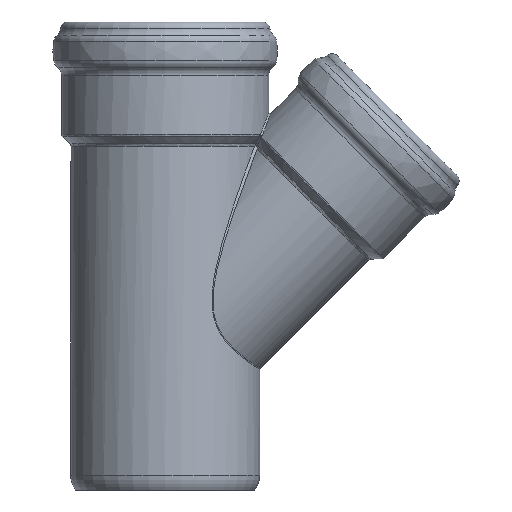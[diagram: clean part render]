
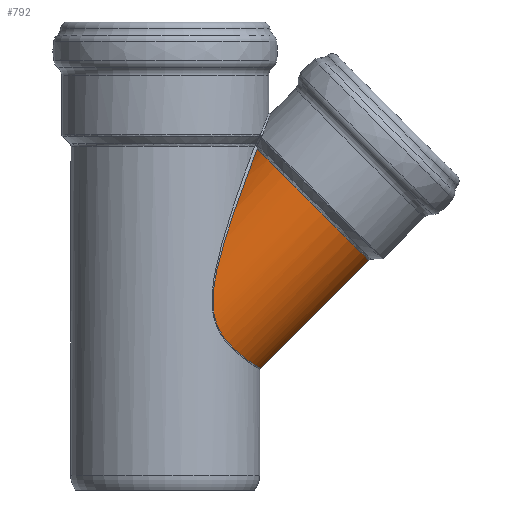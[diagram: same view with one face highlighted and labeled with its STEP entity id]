
A CAD part, front view. The second image highlights one B-rep face of the part: STEP entity #792.
In plain terms, the highlighted cylindrical face has radius 39.1 mm (diameter 78.2 mm), a partial arc.
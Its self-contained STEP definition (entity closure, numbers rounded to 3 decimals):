
#29=CYLINDRICAL_SURFACE('',#866,39.1);
#70=B_SPLINE_CURVE_WITH_KNOTS('',3,(#2205,#2206,#2207,#2208,#2209,#2210,
#2211,#2212,#2213,#2214,#2215,#2216,#2217,#2218,#2219,#2220,#2221,#2222,
#2223,#2224,#2225,#2226,#2227,#2228,#2229,#2230,#2231,#2232,#2233,#2234),
 .UNSPECIFIED.,.F.,.F.,(4,1,1,1,1,1,1,1,1,1,1,1,1,1,1,1,1,1,1,1,1,1,1,1,
1,1,1,4),(0.393,1.219,2.284,4.413,
5.833,7.253,7.963,8.673,9.383,
10.092,10.802,11.512,12.932,14.352,
15.772,17.191,18.611,19.321,20.031,
20.741,21.451,21.983,22.516,23.58,
25.71,27.84,28.905,29.73),
 .UNSPECIFIED.);
#148=FACE_OUTER_BOUND('',#214,.T.);
#214=EDGE_LOOP('',(#633,#634));
#320=CIRCLE('',#865,39.1);
#397=VERTEX_POINT('',#2197);
#398=VERTEX_POINT('',#2204);
#491=EDGE_CURVE('',#397,#398,#70,.T.);
#495=EDGE_CURVE('',#398,#397,#320,.T.);
#633=ORIENTED_EDGE('',*,*,#495,.F.);
#634=ORIENTED_EDGE('',*,*,#491,.F.);
#792=ADVANCED_FACE('',(#148),#29,.T.);
#865=AXIS2_PLACEMENT_3D('',#2245,#1008,#1009);
#866=AXIS2_PLACEMENT_3D('',#2246,#1010,#1011);
#1008=DIRECTION('center_axis',(0.707,0.,0.707));
#1009=DIRECTION('ref_axis',(0.707,0.,-0.707));
#1010=DIRECTION('center_axis',(0.707,0.,0.707));
#1011=DIRECTION('ref_axis',(0.707,0.,-0.707));
#2197=CARTESIAN_POINT('',(44.001,15.435,162.808));
#2204=CARTESIAN_POINT('',(44.001,-15.435,162.808));
#2205=CARTESIAN_POINT('Ctrl Pts',(44.001,15.435,162.808));
#2206=CARTESIAN_POINT('Ctrl Pts',(43.291,17.297,160.97));
#2207=CARTESIAN_POINT('Ctrl Pts',(41.509,21.093,156.334));
#2208=CARTESIAN_POINT('Ctrl Pts',(37.391,27.496,145.411));
#2209=CARTESIAN_POINT('Ctrl Pts',(32.47,32.6,131.831));
#2210=CARTESIAN_POINT('Ctrl Pts',(27.555,36.394,116.586));
#2211=CARTESIAN_POINT('Ctrl Pts',(24.585,38.202,105.342));
#2212=CARTESIAN_POINT('Ctrl Pts',(23.057,39.02,96.107));
#2213=CARTESIAN_POINT('Ctrl Pts',(22.656,39.191,89.086));
#2214=CARTESIAN_POINT('Ctrl Pts',(23.463,38.693,82.104));
#2215=CARTESIAN_POINT('Ctrl Pts',(25.959,37.119,75.717));
#2216=CARTESIAN_POINT('Ctrl Pts',(29.696,34.292,70.529));
#2217=CARTESIAN_POINT('Ctrl Pts',(35.162,29.059,65.164));
#2218=CARTESIAN_POINT('Ctrl Pts',(41.392,20.191,60.691));
#2219=CARTESIAN_POINT('Ctrl Pts',(45.615,7.039,58.036));
#2220=CARTESIAN_POINT('Ctrl Pts',(45.618,-7.041,58.037));
#2221=CARTESIAN_POINT('Ctrl Pts',(41.389,-20.191,60.69));
#2222=CARTESIAN_POINT('Ctrl Pts',(35.161,-29.06,65.165));
#2223=CARTESIAN_POINT('Ctrl Pts',(29.696,-34.292,70.53));
#2224=CARTESIAN_POINT('Ctrl Pts',(25.957,-37.12,75.716));
#2225=CARTESIAN_POINT('Ctrl Pts',(23.465,-38.693,82.105));
#2226=CARTESIAN_POINT('Ctrl Pts',(22.722,-39.15,88.505));
#2227=CARTESIAN_POINT('Ctrl Pts',(22.934,-39.075,94.352));
#2228=CARTESIAN_POINT('Ctrl Pts',(23.823,-38.617,101.32));
#2229=CARTESIAN_POINT('Ctrl Pts',(26.499,-37.096,113.281));
#2230=CARTESIAN_POINT('Ctrl Pts',(31.729,-33.378,129.74));
#2231=CARTESIAN_POINT('Ctrl Pts',(37.386,-27.498,145.413));
#2232=CARTESIAN_POINT('Ctrl Pts',(41.511,-21.092,156.334));
#2233=CARTESIAN_POINT('Ctrl Pts',(43.291,-17.296,160.97));
#2234=CARTESIAN_POINT('Ctrl Pts',(44.001,-15.435,162.808));
#2245=CARTESIAN_POINT('Origin',(69.404,0.,137.404));
#2246=CARTESIAN_POINT('Origin',(34.995,0.,102.995));
